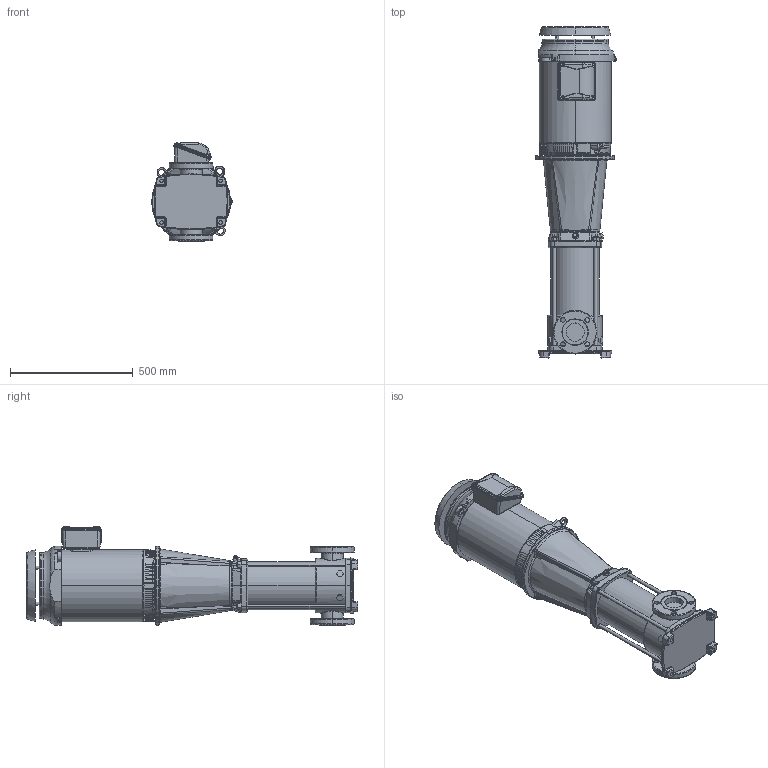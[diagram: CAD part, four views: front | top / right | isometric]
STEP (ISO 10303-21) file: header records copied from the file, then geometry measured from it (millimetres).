
FILE_DESCRIPTION (( 'STEP AP203' ), '1' );
FILE_NAME ('3303098 - MVI-160-4_2-15 HP-254TC-304-E-230_460~3.step', '2022-03-30T18:26:03', ( '' ), ( '' ), 'SwSTEP 2.0', 'SolidWorks 2021', '' );
FILE_SCHEMA (( 'CONFIG_CONTROL_DESIGN' ));
Length unit declared in the file: inch
Products named in the file (5): MVI PEO - [304-EPDM]_3304098 - MVI-160-4_2-15 HP-254TC-304-E-S; 3303098 - MVI-160-4_2-15 HP-254TC-304-E-230_460~3; TEFC MOTOR_2700100 - NEMA V2 15 HP 254_6TC 208-230_460~3 TEFC; 2700100 - NEMA V2 15 HP 254_6TC 208-230_460~3 TEFC; sbi_n_32-4-2_flange(NEMA)
Assembly tree (4 placements, depth 3):
  3303098 - MVI-160-4_2-15 HP-254TC-304-E-230_460~3
    MVI PEO - [304-EPDM]_3304098 - MVI-160-4_2-15 HP-254TC-304-E-S
      sbi_n_32-4-2_flange(NEMA)
    TEFC MOTOR_2700100 - NEMA V2 15 HP 254_6TC 208-230_460~3 TEFC
      2700100 - NEMA V2 15 HP 254_6TC 208-230_460~3 TEFC
Bounding box: 327.39 x 1350.8 x 400.99 mm (x, y, z)
Volume: 69319112.1 mm3; surface area: 1979907.8 mm2
Topology: 4 solids, 30 shells, 5691 faces, 14941 edges, 9786 vertices
Faces by surface type: plane 2846, cylinder 2141, bspline 303, cone 283, torus 115, sphere 3
Entity records: 205844 total; most frequent: CARTESIAN_POINT 64840, ORIENTED_EDGE 29804, DIRECTION 28917, EDGE_CURVE 14902, AXIS2_PLACEMENT_3D 10242, VERTEX_POINT 9786, VECTOR 8433, LINE 8433
